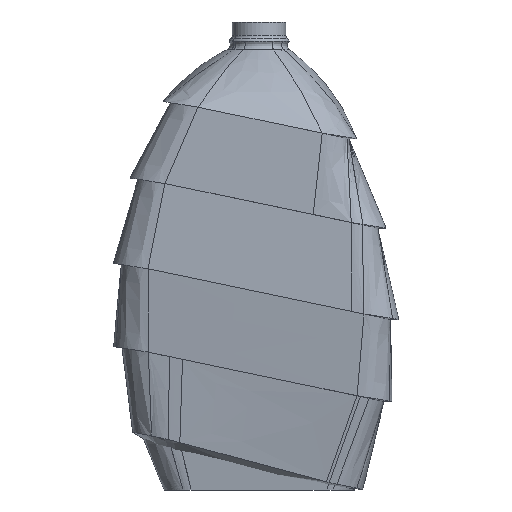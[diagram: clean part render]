
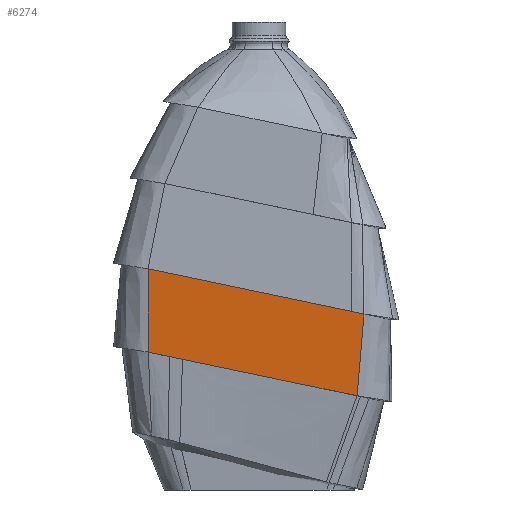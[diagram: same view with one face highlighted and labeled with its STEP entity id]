
A CAD part, front view. The second image highlights one B-rep face of the part: STEP entity #6274.
In plain terms, the highlighted free-form (B-spline) face has degree [5, 5] with [6, 6] control points.
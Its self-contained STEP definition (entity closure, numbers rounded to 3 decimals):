
#5085 = VERTEX_POINT('',#5086);
#5086 = CARTESIAN_POINT('',(-54.139,-45.202,
    107.735));
#5097 = VERTEX_POINT('',#5098);
#5098 = CARTESIAN_POINT('',(-53.959,-41.166,
    67.135));
#5107 = EDGE_CURVE('',#5097,#5085,#5108,.T.);
#5108 = B_SPLINE_CURVE_WITH_KNOTS('',5,(#5109,#5110,#5111,#5112,#5113,
    #5114),.UNSPECIFIED.,.F.,.F.,(6,6),(0.,30.512),
  .PIECEWISE_BEZIER_KNOTS.);
#5109 = CARTESIAN_POINT('',(-53.959,-41.166,
    67.135));
#5110 = CARTESIAN_POINT('',(-54.032,-41.974,
    75.253));
#5111 = CARTESIAN_POINT('',(-54.087,-42.782,
    83.375));
#5112 = CARTESIAN_POINT('',(-54.123,-43.589,
    91.495));
#5113 = CARTESIAN_POINT('',(-54.14,-44.396,
    99.614));
#5114 = CARTESIAN_POINT('',(-54.139,-45.202,
    107.735));
#6274 = ADVANCED_FACE('',(#6275),#6320,.F.);
#6275 = FACE_BOUND('',#6276,.F.);
#6276 = EDGE_LOOP('',(#6277,#6290,#6299,#6300,#6311));
#6277 = ORIENTED_EDGE('',*,*,#6278,.T.);
#6278 = EDGE_CURVE('',#6279,#6281,#6283,.T.);
#6279 = VERTEX_POINT('',#6280);
#6280 = CARTESIAN_POINT('',(51.067,-45.2,
    85.739));
#6281 = VERTEX_POINT('',#6282);
#6282 = CARTESIAN_POINT('',(45.291,-45.2,
    86.947));
#6283 = B_SPLINE_CURVE_WITH_KNOTS('',5,(#6284,#6285,#6286,#6287,#6288,
    #6289),.UNSPECIFIED.,.F.,.F.,(6,6),(-39.244,-34.936),
  .PIECEWISE_BEZIER_KNOTS.);
#6284 = CARTESIAN_POINT('',(51.067,-45.2,
    85.739));
#6285 = CARTESIAN_POINT('',(49.911,-45.2,
    85.981));
#6286 = CARTESIAN_POINT('',(48.756,-45.2,
    86.222));
#6287 = CARTESIAN_POINT('',(47.601,-45.2,
    86.464));
#6288 = CARTESIAN_POINT('',(46.446,-45.2,
    86.705));
#6289 = CARTESIAN_POINT('',(45.291,-45.2,
    86.947));
#6290 = ORIENTED_EDGE('',*,*,#6291,.T.);
#6291 = EDGE_CURVE('',#6281,#5085,#6292,.T.);
#6292 = B_SPLINE_CURVE_WITH_KNOTS('',5,(#6293,#6294,#6295,#6296,#6297,
    #6298),.UNSPECIFIED.,.F.,.F.,(6,6),(-34.936,39.244),
  .PIECEWISE_BEZIER_KNOTS.);
#6293 = CARTESIAN_POINT('',(45.291,-45.2,
    86.947));
#6294 = CARTESIAN_POINT('',(25.405,-45.2,
    91.104));
#6295 = CARTESIAN_POINT('',(5.519,-45.201,
    95.262));
#6296 = CARTESIAN_POINT('',(-14.367,-45.201,
    99.42));
#6297 = CARTESIAN_POINT('',(-34.253,-45.202,
    103.578));
#6298 = CARTESIAN_POINT('',(-54.139,-45.202,
    107.735));
#6299 = ORIENTED_EDGE('',*,*,#5107,.F.);
#6300 = ORIENTED_EDGE('',*,*,#6301,.F.);
#6301 = EDGE_CURVE('',#6302,#5097,#6304,.T.);
#6302 = VERTEX_POINT('',#6303);
#6303 = CARTESIAN_POINT('',(47.717,-41.293,
    45.877));
#6304 = B_SPLINE_CURVE_WITH_KNOTS('',5,(#6305,#6306,#6307,#6308,#6309,
    #6310),.UNSPECIFIED.,.F.,.F.,(6,6),(-39.244,39.244),
  .PIECEWISE_BEZIER_KNOTS.);
#6305 = CARTESIAN_POINT('',(47.717,-41.293,
    45.877));
#6306 = CARTESIAN_POINT('',(27.382,-41.268,
    50.129));
#6307 = CARTESIAN_POINT('',(7.047,-41.242,
    54.38));
#6308 = CARTESIAN_POINT('',(-13.288,-41.217,
    58.632));
#6309 = CARTESIAN_POINT('',(-33.624,-41.191,
    62.883));
#6310 = CARTESIAN_POINT('',(-53.959,-41.166,
    67.135));
#6311 = ORIENTED_EDGE('',*,*,#6312,.T.);
#6312 = EDGE_CURVE('',#6302,#6279,#6313,.T.);
#6313 = B_SPLINE_CURVE_WITH_KNOTS('',5,(#6314,#6315,#6316,#6317,#6318,
    #6319),.UNSPECIFIED.,.F.,.F.,(6,6),(0.,30.512),
  .PIECEWISE_BEZIER_KNOTS.);
#6314 = CARTESIAN_POINT('',(47.717,-41.293,
    45.877));
#6315 = CARTESIAN_POINT('',(48.351,-42.075,
    53.854));
#6316 = CARTESIAN_POINT('',(49.002,-42.857,
    61.832));
#6317 = CARTESIAN_POINT('',(49.672,-43.638,
    69.804));
#6318 = CARTESIAN_POINT('',(50.36,-44.419,
    77.772));
#6319 = CARTESIAN_POINT('',(51.067,-45.2,
    85.739));
#6320 = B_SPLINE_SURFACE_WITH_KNOTS('',5,5,(
    (#6321,#6322,#6323,#6324,#6325,#6326)
    ,(#6327,#6328,#6329,#6330,#6331,#6332)
    ,(#6333,#6334,#6335,#6336,#6337,#6338)
    ,(#6339,#6340,#6341,#6342,#6343,#6344)
    ,(#6345,#6346,#6347,#6348,#6349,#6350)
    ,(#6351,#6352,#6353,#6354,#6355,#6356
    )),.UNSPECIFIED.,.F.,.F.,.F.,(6,6),(6,6),(0.,30.512),(
    -39.244,39.244),.PIECEWISE_BEZIER_KNOTS.);
#6321 = CARTESIAN_POINT('',(47.717,-41.293,
    45.877));
#6322 = CARTESIAN_POINT('',(27.382,-41.268,
    50.129));
#6323 = CARTESIAN_POINT('',(7.047,-41.242,
    54.38));
#6324 = CARTESIAN_POINT('',(-13.288,-41.217,
    58.632));
#6325 = CARTESIAN_POINT('',(-33.624,-41.191,
    62.883));
#6326 = CARTESIAN_POINT('',(-53.959,-41.166,
    67.135));
#6327 = CARTESIAN_POINT('',(48.351,-42.075,
    53.854));
#6328 = CARTESIAN_POINT('',(27.874,-42.055,
    58.134));
#6329 = CARTESIAN_POINT('',(7.397,-42.034,
    62.414));
#6330 = CARTESIAN_POINT('',(-13.079,-42.014,
    66.693));
#6331 = CARTESIAN_POINT('',(-33.556,-41.994,
    70.973));
#6332 = CARTESIAN_POINT('',(-54.032,-41.974,
    75.253));
#6333 = CARTESIAN_POINT('',(49.002,-42.857,
    61.832));
#6334 = CARTESIAN_POINT('',(28.385,-42.842,
    66.14));
#6335 = CARTESIAN_POINT('',(7.767,-42.827,
    70.449));
#6336 = CARTESIAN_POINT('',(-12.851,-42.812,
    74.758));
#6337 = CARTESIAN_POINT('',(-33.469,-42.797,
    79.066));
#6338 = CARTESIAN_POINT('',(-54.087,-42.782,
    83.375));
#6339 = CARTESIAN_POINT('',(49.672,-43.638,
    69.804));
#6340 = CARTESIAN_POINT('',(28.913,-43.628,
    74.142));
#6341 = CARTESIAN_POINT('',(8.154,-43.618,78.481
    ));
#6342 = CARTESIAN_POINT('',(-12.605,-43.609,
    82.819));
#6343 = CARTESIAN_POINT('',(-33.364,-43.599,
    87.157));
#6344 = CARTESIAN_POINT('',(-54.123,-43.589,
    91.495));
#6345 = CARTESIAN_POINT('',(50.36,-44.419,
    77.772));
#6346 = CARTESIAN_POINT('',(29.46,-44.414,
    82.14));
#6347 = CARTESIAN_POINT('',(8.56,-44.41,
    86.508));
#6348 = CARTESIAN_POINT('',(-12.34,-44.405,
    90.877));
#6349 = CARTESIAN_POINT('',(-33.24,-44.4,
    95.245));
#6350 = CARTESIAN_POINT('',(-54.14,-44.396,
    99.614));
#6351 = CARTESIAN_POINT('',(51.067,-45.2,
    85.739));
#6352 = CARTESIAN_POINT('',(30.025,-45.2,
    90.138));
#6353 = CARTESIAN_POINT('',(8.984,-45.201,
    94.538));
#6354 = CARTESIAN_POINT('',(-12.057,-45.201,98.937
    ));
#6355 = CARTESIAN_POINT('',(-33.098,-45.202,
    103.336));
#6356 = CARTESIAN_POINT('',(-54.139,-45.202,
    107.735));
